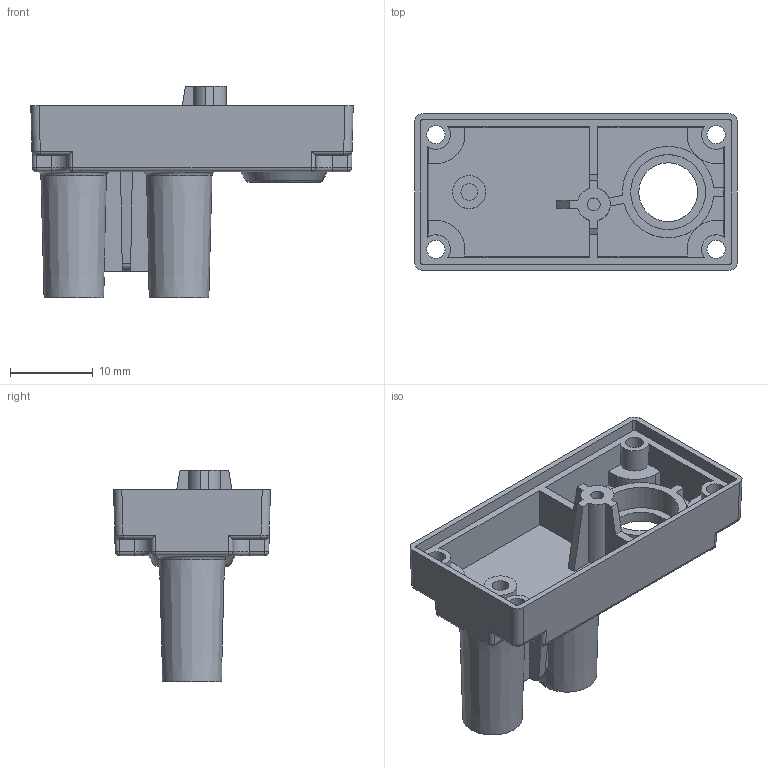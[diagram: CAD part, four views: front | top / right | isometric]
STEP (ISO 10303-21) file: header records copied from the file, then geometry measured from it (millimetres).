
FILE_DESCRIPTION(/* description */ (''),/* implementation_level */ '2;1');
FILE_NAME(/* name */ 'Top Housing.ipt.step',/* time_stamp */ '2020-04-16T23:15:15-04:00',/* author */ ('Hannah'),/* organization */ (''),/* preprocessor_version */ 'ST-DEVELOPER v17',/* originating_system */ 'Autodesk Inventor 2019',/* authorisation */ '');
FILE_SCHEMA (('AUTOMOTIVE_DESIGN { 1 0 10303 214 3 1 1 }'));
Length unit declared in the file: inch
Products named in the file (1): Top Housing
Bounding box: 38.95 x 18.95 x 25.5 mm (x, y, z)
Volume: 2845.7 mm3; surface area: 4977.3 mm2
Topology: 1 solids, 1 shells, 167 faces, 453 edges, 298 vertices
Faces by surface type: plane 79, cylinder 62, bspline 8, sphere 8, torus 7, cone 3
Full cylindrical faces by diameter (mm): 1.55 x1, 2 x1, 2.2 x4, 4 x1, 6 x2, 7.1 x1, 9.05 x1
Entity records: 5927 total; most frequent: CARTESIAN_POINT 1556, DIRECTION 924, ORIENTED_EDGE 906, EDGE_CURVE 453, AXIS2_PLACEMENT_3D 336, VERTEX_POINT 298, LINE 252, VECTOR 252
